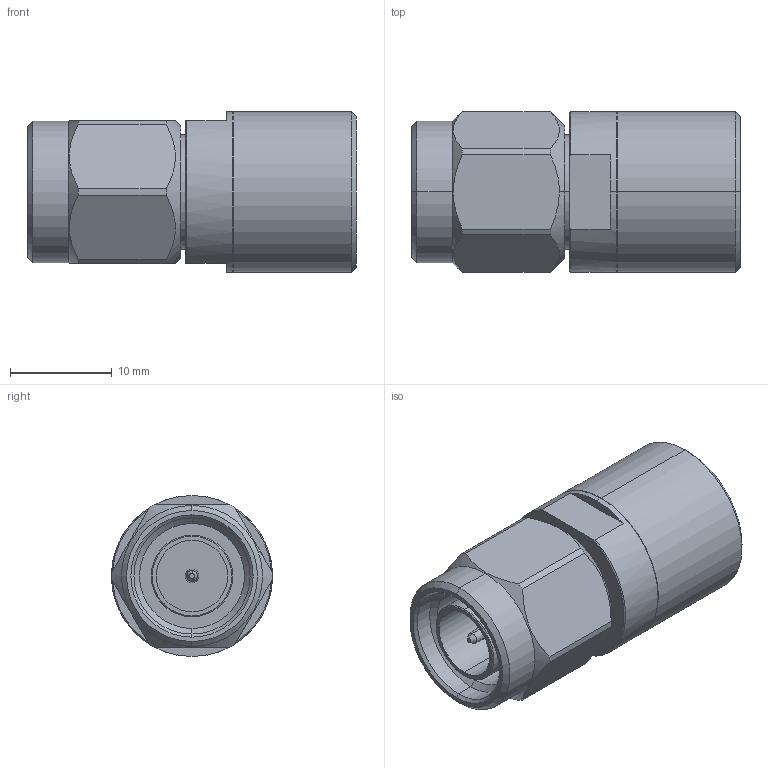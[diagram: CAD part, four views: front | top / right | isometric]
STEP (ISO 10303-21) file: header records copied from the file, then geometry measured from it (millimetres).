
FILE_DESCRIPTION (( 'STEP AP214' ), '1' );
FILE_NAME ('FMTR1192_3D.step', '2025-07-21T19:27:29', ( '' ), ( '' ), 'SwSTEP 2.0', 'SolidWorks 2022', '' );
FILE_SCHEMA (( 'AUTOMOTIVE_DESIGN' ));
Length unit declared in the file: inch
Products named in the file (1): FMTR1192_3D
Bounding box: 32.25 x 15.8 x 15.8 mm (x, y, z)
Volume: 4976 mm3; surface area: 3210.3 mm2
Topology: 2 solids, 2 shells, 72 faces, 164 edges, 102 vertices
Faces by surface type: cylinder 28, cone 24, plane 20
Entity records: 2195 total; most frequent: CARTESIAN_POINT 487, DIRECTION 370, ORIENTED_EDGE 328, EDGE_CURVE 164, AXIS2_PLACEMENT_3D 153, VERTEX_POINT 102, EDGE_LOOP 80, CIRCLE 80
